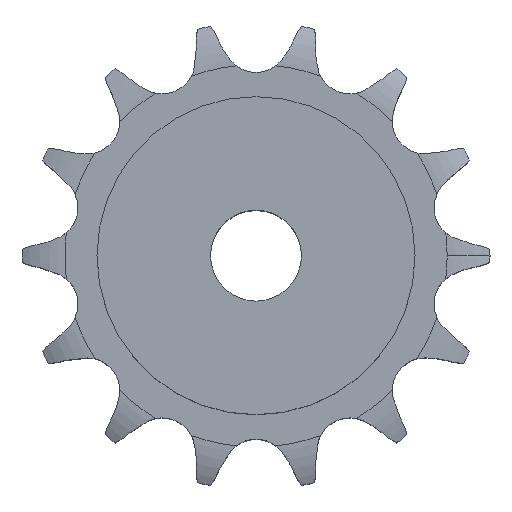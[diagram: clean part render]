
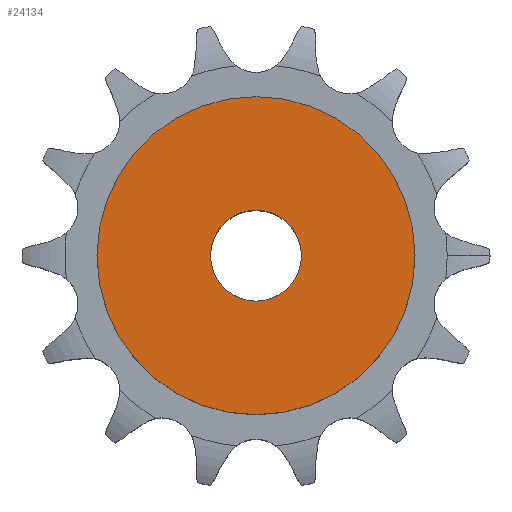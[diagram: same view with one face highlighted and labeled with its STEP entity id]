
A CAD part, top view. The second image highlights one B-rep face of the part: STEP entity #24134.
In plain terms, the highlighted planar face has unit normal (0, 0, 1).
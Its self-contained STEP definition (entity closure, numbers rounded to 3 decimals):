
#12948 = CYLINDRICAL_SURFACE('',#12949,6.);
#12949 = AXIS2_PLACEMENT_3D('',#12950,#12951,#12952);
#12950 = CARTESIAN_POINT('',(0.,0.,104.91));
#12951 = DIRECTION('',(0.,0.,1.));
#12952 = DIRECTION('',(1.,0.,0.));
#16552 = EDGE_CURVE('',#16553,#16553,#16555,.T.);
#16553 = VERTEX_POINT('',#16554);
#16554 = CARTESIAN_POINT('',(6.,0.,35.));
#16555 = SURFACE_CURVE('',#16556,(#16561,#16568),.PCURVE_S1.);
#16556 = CIRCLE('',#16557,6.);
#16557 = AXIS2_PLACEMENT_3D('',#16558,#16559,#16560);
#16558 = CARTESIAN_POINT('',(0.,0.,35.));
#16559 = DIRECTION('',(0.,0.,1.));
#16560 = DIRECTION('',(1.,0.,0.));
#16561 = PCURVE('',#12948,#16562);
#16562 = DEFINITIONAL_REPRESENTATION('',(#16563),#16567);
#16563 = LINE('',#16564,#16565);
#16564 = CARTESIAN_POINT('',(0.,-69.91));
#16565 = VECTOR('',#16566,1.);
#16566 = DIRECTION('',(1.,0.));
#16567 = ( GEOMETRIC_REPRESENTATION_CONTEXT(2) 
PARAMETRIC_REPRESENTATION_CONTEXT() REPRESENTATION_CONTEXT('2D SPACE',''
  ) );
#16568 = PCURVE('',#16569,#16574);
#16569 = PLANE('',#16570);
#16570 = AXIS2_PLACEMENT_3D('',#16571,#16572,#16573);
#16571 = CARTESIAN_POINT('',(0.,0.,35.)
  );
#16572 = DIRECTION('',(0.,0.,1.));
#16573 = DIRECTION('',(1.,0.,0.));
#16574 = DEFINITIONAL_REPRESENTATION('',(#16575),#16579);
#16575 = CIRCLE('',#16576,6.);
#16576 = AXIS2_PLACEMENT_2D('',#16577,#16578);
#16577 = CARTESIAN_POINT('',(0.,0.));
#16578 = DIRECTION('',(1.,0.));
#16579 = ( GEOMETRIC_REPRESENTATION_CONTEXT(2) 
PARAMETRIC_REPRESENTATION_CONTEXT() REPRESENTATION_CONTEXT('2D SPACE',''
  ) );
#24134 = ADVANCED_FACE('',(#24135,#24166),#16569,.T.);
#24135 = FACE_BOUND('',#24136,.T.);
#24136 = EDGE_LOOP('',(#24137));
#24137 = ORIENTED_EDGE('',*,*,#24138,.T.);
#24138 = EDGE_CURVE('',#24139,#24139,#24141,.T.);
#24139 = VERTEX_POINT('',#24140);
#24140 = CARTESIAN_POINT('',(21.,0.,35.));
#24141 = SURFACE_CURVE('',#24142,(#24147,#24154),.PCURVE_S1.);
#24142 = CIRCLE('',#24143,21.);
#24143 = AXIS2_PLACEMENT_3D('',#24144,#24145,#24146);
#24144 = CARTESIAN_POINT('',(0.,0.,35.));
#24145 = DIRECTION('',(0.,0.,1.));
#24146 = DIRECTION('',(1.,0.,0.));
#24147 = PCURVE('',#16569,#24148);
#24148 = DEFINITIONAL_REPRESENTATION('',(#24149),#24153);
#24149 = CIRCLE('',#24150,21.);
#24150 = AXIS2_PLACEMENT_2D('',#24151,#24152);
#24151 = CARTESIAN_POINT('',(0.,0.));
#24152 = DIRECTION('',(1.,0.));
#24153 = ( GEOMETRIC_REPRESENTATION_CONTEXT(2) 
PARAMETRIC_REPRESENTATION_CONTEXT() REPRESENTATION_CONTEXT('2D SPACE',''
  ) );
#24154 = PCURVE('',#24155,#24160);
#24155 = CYLINDRICAL_SURFACE('',#24156,21.);
#24156 = AXIS2_PLACEMENT_3D('',#24157,#24158,#24159);
#24157 = CARTESIAN_POINT('',(0.,0.,0.));
#24158 = DIRECTION('',(-0.,-0.,-1.));
#24159 = DIRECTION('',(1.,0.,0.));
#24160 = DEFINITIONAL_REPRESENTATION('',(#24161),#24165);
#24161 = LINE('',#24162,#24163);
#24162 = CARTESIAN_POINT('',(-0.,-35.));
#24163 = VECTOR('',#24164,1.);
#24164 = DIRECTION('',(-1.,0.));
#24165 = ( GEOMETRIC_REPRESENTATION_CONTEXT(2) 
PARAMETRIC_REPRESENTATION_CONTEXT() REPRESENTATION_CONTEXT('2D SPACE',''
  ) );
#24166 = FACE_BOUND('',#24167,.T.);
#24167 = EDGE_LOOP('',(#24168));
#24168 = ORIENTED_EDGE('',*,*,#16552,.F.);
